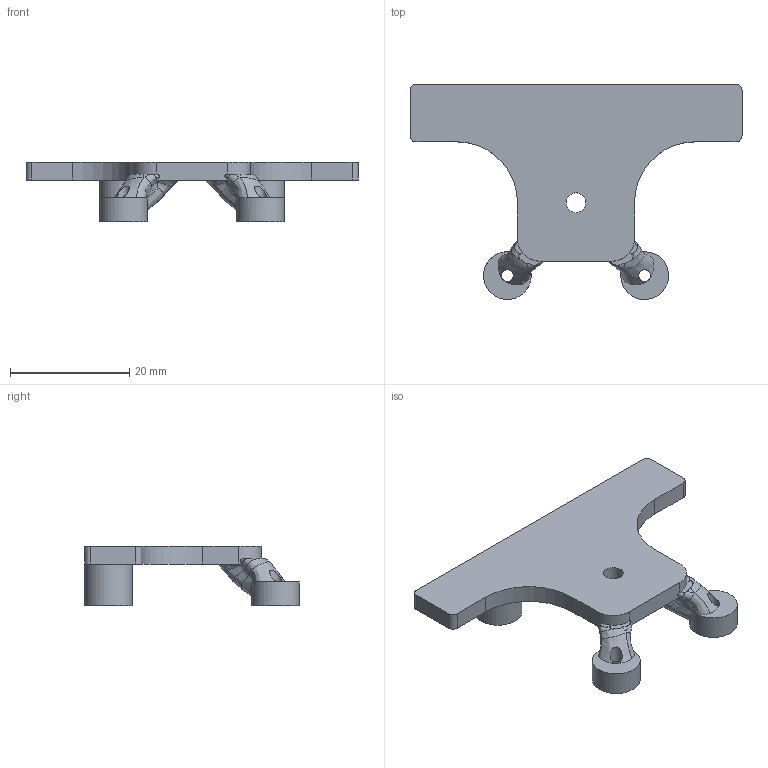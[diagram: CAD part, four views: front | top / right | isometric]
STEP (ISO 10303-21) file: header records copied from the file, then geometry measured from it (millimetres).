
FILE_DESCRIPTION(/* description */ (''),/* implementation_level */ '2;1');
FILE_NAME(/* name */ 'Idle_wheel_attachment.step',/* time_stamp */ '2023-06-02T21:57:01+02:00',/* author */ (''),/* organization */ (''),/* preprocessor_version */ 'ST-DEVELOPER v19.2',/* originating_system */ 'Autodesk Translation Framework v12.4.0.73',/* authorisation */ '');
FILE_SCHEMA (('AUTOMOTIVE_DESIGN { 1 0 10303 214 3 1 1 }'));
Length unit declared in the file: centimetre
Products named in the file (1): Idle_wheel_attachment_generative
Bounding box: 55.6 x 36 x 10 mm (x, y, z)
Volume: 4149.4 mm3; surface area: 3535.8 mm2
Topology: 1 solids, 2 shells, 80 faces, 205 edges, 131 vertices
Faces by surface type: bspline 31, plane 28, cylinder 21
Full cylindrical faces by diameter (mm): 2 x4, 3.3 x5, 8 x4
Entity records: 6840 total; most frequent: CARTESIAN_POINT 5108, ORIENTED_EDGE 410, DIRECTION 251, EDGE_CURVE 205, VERTEX_POINT 131, B_SPLINE_CURVE_WITH_KNOTS 104, AXIS2_PLACEMENT_3D 100, EDGE_LOOP 90
